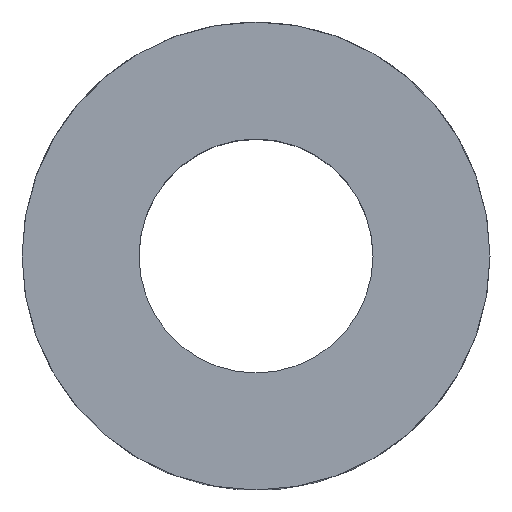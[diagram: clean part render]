
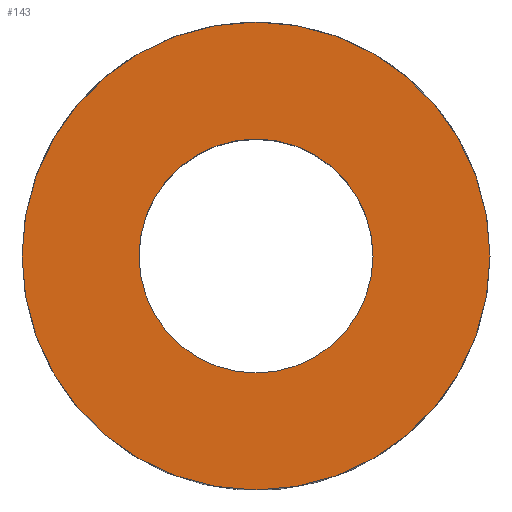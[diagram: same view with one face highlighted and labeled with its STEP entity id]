
A CAD part, top view. The second image highlights one B-rep face of the part: STEP entity #143.
In plain terms, the highlighted planar face has unit normal (0, 0, 1).
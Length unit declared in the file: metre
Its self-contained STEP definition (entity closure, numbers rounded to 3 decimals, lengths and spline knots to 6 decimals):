
#18=FACE_BOUND('',#43,.T.);
#32=FACE_OUTER_BOUND('',#42,.T.);
#42=EDGE_LOOP('',(#119));
#43=EDGE_LOOP('',(#120));
#65=CIRCLE('',#165,0.003175);
#67=CIRCLE('',#168,0.001588);
#73=VERTEX_POINT('',#220);
#79=VERTEX_POINT('',#313);
#87=EDGE_CURVE('',#73,#73,#65,.T.);
#94=EDGE_CURVE('',#79,#79,#67,.F.);
#119=ORIENTED_EDGE('',*,*,#87,.T.);
#120=ORIENTED_EDGE('',*,*,#94,.F.);
#137=PLANE('',#170);
#143=ADVANCED_FACE('',(#32,#18),#137,.F.);
#165=AXIS2_PLACEMENT_3D('',#222,#187,#188);
#168=AXIS2_PLACEMENT_3D('',#314,#194,#195);
#170=AXIS2_PLACEMENT_3D('',#353,#199,#200);
#187=DIRECTION('center_axis',(0.,0.,1.));
#188=DIRECTION('ref_axis',(-1.,0.,0.));
#194=DIRECTION('center_axis',(0.,0.,-1.));
#195=DIRECTION('ref_axis',(-1.,0.,0.));
#199=DIRECTION('center_axis',(0.,0.,-1.));
#200=DIRECTION('ref_axis',(1.,0.,0.));
#220=CARTESIAN_POINT('',(-0.027249,0.044157,0.003175));
#222=CARTESIAN_POINT('Origin',(-0.030424,0.044157,0.003175));
#313=CARTESIAN_POINT('',(-0.028836,0.044157,0.003175));
#314=CARTESIAN_POINT('Origin',(-0.030424,0.044157,0.003175));
#353=CARTESIAN_POINT('Origin',(-0.017144,-0.015978,
0.003175));
